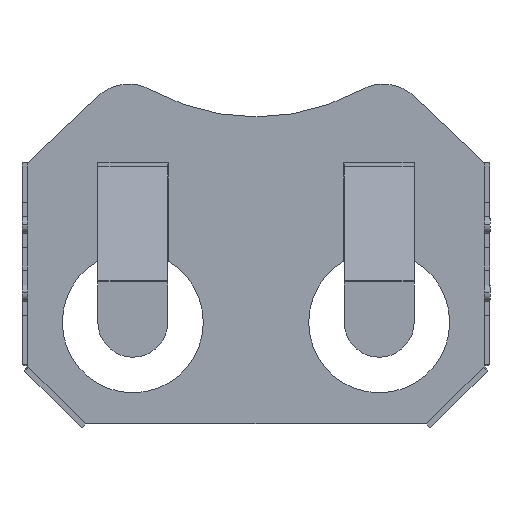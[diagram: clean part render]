
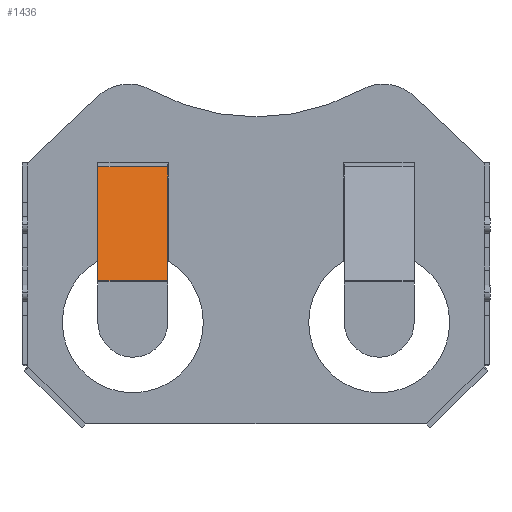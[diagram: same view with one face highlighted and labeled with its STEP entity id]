
A CAD part, front view. The second image highlights one B-rep face of the part: STEP entity #1436.
In plain terms, the highlighted planar face has unit normal (0, -0.972, 0.235).
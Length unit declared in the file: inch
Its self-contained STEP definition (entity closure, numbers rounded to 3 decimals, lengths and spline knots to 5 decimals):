
#5 = VECTOR ( 'NONE', #1995, 39.37008 ) ;
#192 = DIRECTION ( 'NONE',  ( -1., 0., 0. ) ) ;
#272 = ORIENTED_EDGE ( 'NONE', *, *, #2866, .F. ) ;
#629 = DIRECTION ( 'NONE',  ( 0., -0.236, -0.972 ) ) ;
#646 = EDGE_CURVE ( 'NONE', #2782, #2676, #1664, .T. ) ;
#676 = VECTOR ( 'NONE', #629, 39.37008 ) ;
#822 = CARTESIAN_POINT ( 'NONE',  ( -0.28048, 0.09916, 0.15793 ) ) ;
#875 = PLANE ( 'NONE',  #1997 ) ;
#908 = EDGE_LOOP ( 'NONE', ( #3552, #2731, #272, #2621 ) ) ;
#1060 = LINE ( 'NONE', #3209, #1659 ) ;
#1091 = VECTOR ( 'NONE', #3007, 39.37008 ) ;
#1183 = LINE ( 'NONE', #3004, #676 ) ;
#1310 = EDGE_CURVE ( 'NONE', #2189, #2782, #1060, .T. ) ;
#1374 = VERTEX_POINT ( 'NONE', #2939 ) ;
#1436 = ADVANCED_FACE ( 'NONE', ( #3469 ), #875, .F. ) ;
#1659 = VECTOR ( 'NONE', #192, 39.37008 ) ;
#1664 = LINE ( 'NONE', #822, #5 ) ;
#1779 = DIRECTION ( 'NONE',  ( 0., 0.236, 0.972 ) ) ;
#1798 = CARTESIAN_POINT ( 'NONE',  ( -0.28048, 0.05028, -0.04373 ) ) ;
#1863 = LINE ( 'NONE', #2395, #1091 ) ;
#1995 = DIRECTION ( 'NONE',  ( 0., -0.236, -0.972 ) ) ;
#1997 = AXIS2_PLACEMENT_3D ( 'NONE', #3903, #2380, #1779 ) ;
#2189 = VERTEX_POINT ( 'NONE', #2359 ) ;
#2359 = CARTESIAN_POINT ( 'NONE',  ( -0.15648, 0.09916, 0.15793 ) ) ;
#2380 = DIRECTION ( 'NONE',  ( 0., 0.972, -0.236 ) ) ;
#2395 = CARTESIAN_POINT ( 'NONE',  ( -0.15648, 0.05028, -0.04373 ) ) ;
#2621 = ORIENTED_EDGE ( 'NONE', *, *, #1310, .T. ) ;
#2676 = VERTEX_POINT ( 'NONE', #1798 ) ;
#2731 = ORIENTED_EDGE ( 'NONE', *, *, #3811, .F. ) ;
#2782 = VERTEX_POINT ( 'NONE', #3459 ) ;
#2866 = EDGE_CURVE ( 'NONE', #2189, #1374, #1183, .T. ) ;
#2939 = CARTESIAN_POINT ( 'NONE',  ( -0.15648, 0.05028, -0.04373 ) ) ;
#3004 = CARTESIAN_POINT ( 'NONE',  ( -0.15648, 0.09916, 0.15793 ) ) ;
#3007 = DIRECTION ( 'NONE',  ( -1., 0., 0. ) ) ;
#3209 = CARTESIAN_POINT ( 'NONE',  ( -0.15648, 0.09916, 0.15793 ) ) ;
#3459 = CARTESIAN_POINT ( 'NONE',  ( -0.28048, 0.09916, 0.15793 ) ) ;
#3469 = FACE_OUTER_BOUND ( 'NONE', #908, .T. ) ;
#3552 = ORIENTED_EDGE ( 'NONE', *, *, #646, .T. ) ;
#3811 = EDGE_CURVE ( 'NONE', #1374, #2676, #1863, .T. ) ;
#3903 = CARTESIAN_POINT ( 'NONE',  ( -0.15648, 0.09916, 0.15793 ) ) ;
